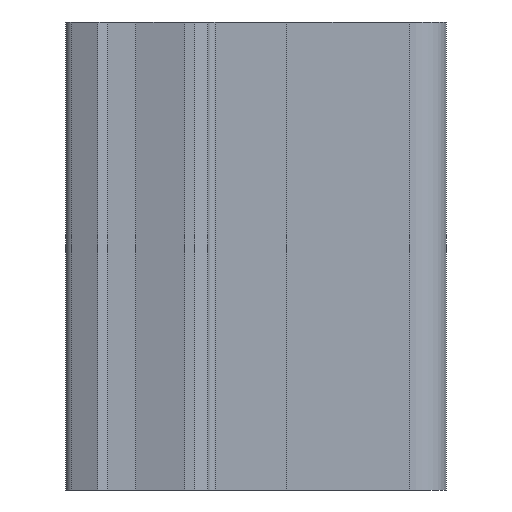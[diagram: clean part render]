
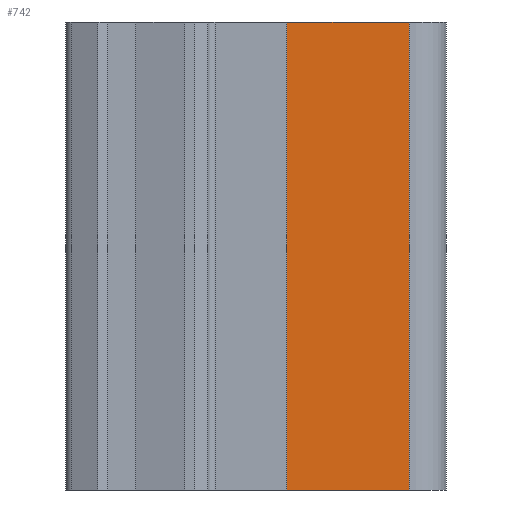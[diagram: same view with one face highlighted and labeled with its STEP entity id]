
A CAD part, front view. The second image highlights one B-rep face of the part: STEP entity #742.
In plain terms, the highlighted planar face has unit normal (0, -1, 0).
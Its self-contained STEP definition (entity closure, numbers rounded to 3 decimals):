
#1 = CARTESIAN_POINT ( 'NONE',  ( 6.52, -19.5, -25. ) ) ;
#11 = VERTEX_POINT ( 'NONE', #1312 ) ;
#43 = CARTESIAN_POINT ( 'NONE',  ( 0., -19.5, -25. ) ) ;
#49 = LINE ( 'NONE', #43, #1505 ) ;
#69 = DIRECTION ( 'NONE',  ( 1., 0., 0. ) ) ;
#72 = EDGE_CURVE ( 'NONE', #1035, #420, #252, .T. ) ;
#206 = AXIS2_PLACEMENT_3D ( 'NONE', #1542, #1557, #897 ) ;
#219 = ORIENTED_EDGE ( 'NONE', *, *, #410, .F. ) ;
#252 = LINE ( 'NONE', #790, #871 ) ;
#360 = FACE_OUTER_BOUND ( 'NONE', #725, .T. ) ;
#410 = EDGE_CURVE ( 'NONE', #11, #420, #744, .T. ) ;
#413 = ORIENTED_EDGE ( 'NONE', *, *, #763, .T. ) ;
#420 = VERTEX_POINT ( 'NONE', #1127 ) ;
#705 = ORIENTED_EDGE ( 'NONE', *, *, #1023, .F. ) ;
#725 = EDGE_LOOP ( 'NONE', ( #219, #705, #413, #738 ) ) ;
#738 = ORIENTED_EDGE ( 'NONE', *, *, #72, .T. ) ;
#742 = ADVANCED_FACE ( 'NONE', ( #360 ), #1007, .T. ) ;
#744 = LINE ( 'NONE', #1279, #928 ) ;
#763 = EDGE_CURVE ( 'NONE', #1193, #1035, #1425, .T. ) ;
#764 = VECTOR ( 'NONE', #1282, 1000. ) ;
#790 = CARTESIAN_POINT ( 'NONE',  ( 6.52, -19.5, -25. ) ) ;
#871 = VECTOR ( 'NONE', #1192, 1000. ) ;
#897 = DIRECTION ( 'NONE',  ( 0., 0., -1. ) ) ;
#928 = VECTOR ( 'NONE', #69, 1000. ) ;
#1007 = PLANE ( 'NONE',  #206 ) ;
#1023 = EDGE_CURVE ( 'NONE', #1193, #11, #49, .T. ) ;
#1035 = VERTEX_POINT ( 'NONE', #1 ) ;
#1127 = CARTESIAN_POINT ( 'NONE',  ( 6.52, -19.5, 0. ) ) ;
#1192 = DIRECTION ( 'NONE',  ( 0., 0., 1. ) ) ;
#1193 = VERTEX_POINT ( 'NONE', #1496 ) ;
#1279 = CARTESIAN_POINT ( 'NONE',  ( 0., -19.5, 0. ) ) ;
#1282 = DIRECTION ( 'NONE',  ( 1., 0., 0. ) ) ;
#1312 = CARTESIAN_POINT ( 'NONE',  ( 0., -19.5, 0. ) ) ;
#1425 = LINE ( 'NONE', #1440, #764 ) ;
#1440 = CARTESIAN_POINT ( 'NONE',  ( 0., -19.5, -25. ) ) ;
#1485 = DIRECTION ( 'NONE',  ( 0., 0., 1. ) ) ;
#1496 = CARTESIAN_POINT ( 'NONE',  ( 0., -19.5, -25. ) ) ;
#1505 = VECTOR ( 'NONE', #1485, 1000. ) ;
#1542 = CARTESIAN_POINT ( 'NONE',  ( 0., -19.5, -25. ) ) ;
#1557 = DIRECTION ( 'NONE',  ( 0., -1., 0. ) ) ;
